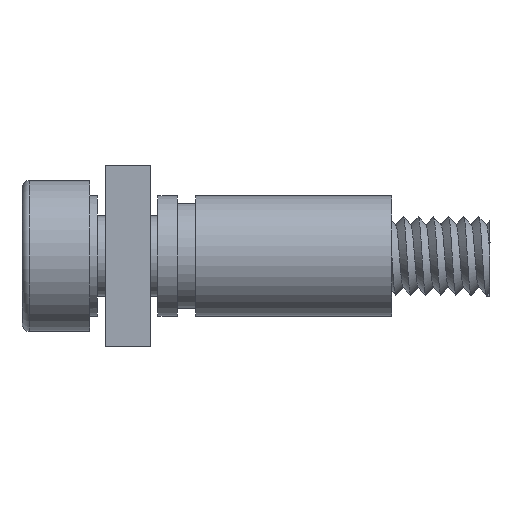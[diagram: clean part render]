
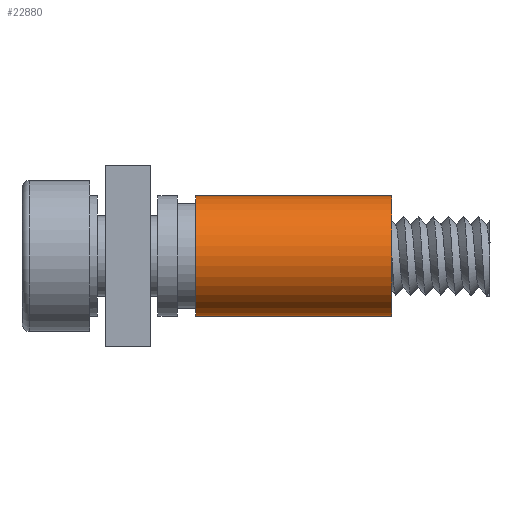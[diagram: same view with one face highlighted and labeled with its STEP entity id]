
A CAD part, left-side view. The second image highlights one B-rep face of the part: STEP entity #22880.
In plain terms, the highlighted cylindrical face has radius 2 mm (diameter 4 mm), a partial arc.
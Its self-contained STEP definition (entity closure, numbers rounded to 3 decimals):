
#1834 = CARTESIAN_POINT ( 'NONE',  ( 0., -11.75, 2. ) ) ;
#2148 = FACE_OUTER_BOUND ( 'NONE', #4008, .T. ) ;
#2434 = DIRECTION ( 'NONE',  ( 0., -1., 0. ) ) ;
#3576 = DIRECTION ( 'NONE',  ( 0., -1., 0. ) ) ;
#4008 = EDGE_LOOP ( 'NONE', ( #23812, #24109, #8351, #4530 ) ) ;
#4485 = EDGE_CURVE ( 'NONE', #15427, #17182, #9639, .T. ) ;
#4530 = ORIENTED_EDGE ( 'NONE', *, *, #4485, .T. ) ;
#4658 = LINE ( 'NONE', #19161, #19856 ) ;
#5441 = EDGE_CURVE ( 'NONE', #15460, #15657, #5726, .T. ) ;
#5686 = VECTOR ( 'NONE', #11059, 1000. ) ;
#5726 = CIRCLE ( 'NONE', #12530, 2. ) ;
#5842 = DIRECTION ( 'NONE',  ( 0., 1., 0. ) ) ;
#6411 = CARTESIAN_POINT ( 'NONE',  ( 0., -5.25, -2. ) ) ;
#7959 = EDGE_CURVE ( 'NONE', #15657, #17182, #10775, .T. ) ;
#7971 = CARTESIAN_POINT ( 'NONE',  ( 0., -11.75, 0. ) ) ;
#8351 = ORIENTED_EDGE ( 'NONE', *, *, #12805, .T. ) ;
#9639 = CIRCLE ( 'NONE', #15664, 2. ) ;
#10700 = AXIS2_PLACEMENT_3D ( 'NONE', #7971, #13738, #21367 ) ;
#10775 = LINE ( 'NONE', #16732, #5686 ) ;
#11059 = DIRECTION ( 'NONE',  ( 0., 1., 0. ) ) ;
#12530 = AXIS2_PLACEMENT_3D ( 'NONE', #14962, #3576, #16867 ) ;
#12805 = EDGE_CURVE ( 'NONE', #15460, #15427, #4658, .T. ) ;
#13194 = CYLINDRICAL_SURFACE ( 'NONE', #10700, 2. ) ;
#13738 = DIRECTION ( 'NONE',  ( 0., 1., 0. ) ) ;
#13848 = CARTESIAN_POINT ( 'NONE',  ( 0., -5.25, 0. ) ) ;
#14962 = CARTESIAN_POINT ( 'NONE',  ( 0., -11.75, 0. ) ) ;
#15427 = VERTEX_POINT ( 'NONE', #16583 ) ;
#15460 = VERTEX_POINT ( 'NONE', #1834 ) ;
#15657 = VERTEX_POINT ( 'NONE', #23233 ) ;
#15664 = AXIS2_PLACEMENT_3D ( 'NONE', #13848, #2434, #15750 ) ;
#15750 = DIRECTION ( 'NONE',  ( 0., 0., -1. ) ) ;
#16583 = CARTESIAN_POINT ( 'NONE',  ( 0., -5.25, 2. ) ) ;
#16732 = CARTESIAN_POINT ( 'NONE',  ( 0., -11.75, -2. ) ) ;
#16867 = DIRECTION ( 'NONE',  ( 0., 0., -1. ) ) ;
#17182 = VERTEX_POINT ( 'NONE', #6411 ) ;
#19161 = CARTESIAN_POINT ( 'NONE',  ( 0., -11.75, 2. ) ) ;
#19856 = VECTOR ( 'NONE', #5842, 1000. ) ;
#21367 = DIRECTION ( 'NONE',  ( 0., 0., 1. ) ) ;
#22880 = ADVANCED_FACE ( 'NONE', ( #2148 ), #13194, .T. ) ;
#23233 = CARTESIAN_POINT ( 'NONE',  ( 0., -11.75, -2. ) ) ;
#23812 = ORIENTED_EDGE ( 'NONE', *, *, #7959, .F. ) ;
#24109 = ORIENTED_EDGE ( 'NONE', *, *, #5441, .F. ) ;
